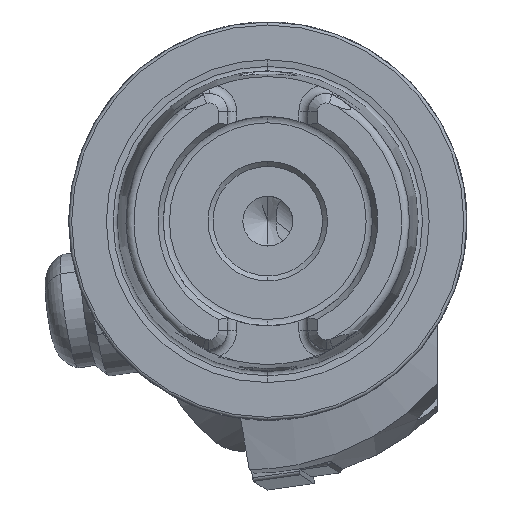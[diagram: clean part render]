
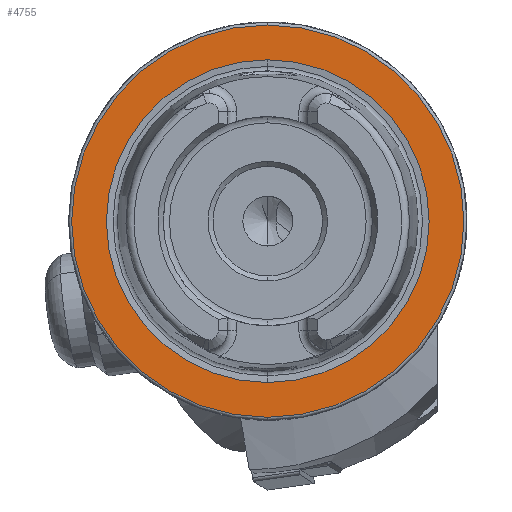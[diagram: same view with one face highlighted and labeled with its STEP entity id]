
A CAD part, left-side view. The second image highlights one B-rep face of the part: STEP entity #4755.
In plain terms, the highlighted planar face has unit normal (-1, 0, 0).
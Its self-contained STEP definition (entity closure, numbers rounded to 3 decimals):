
#573 = EDGE_CURVE ( 'NONE', #12459, #14503, #1949, .T. ) ;
#578 = EDGE_LOOP ( 'NONE', ( #15598, #3645 ) ) ;
#859 = CARTESIAN_POINT ( 'NONE',  ( 0., 0., 0. ) ) ;
#915 = DIRECTION ( 'NONE',  ( 0., 0., 1. ) ) ;
#1724 = DIRECTION ( 'NONE',  ( -1., 0., 0. ) ) ;
#1818 = AXIS2_PLACEMENT_3D ( 'NONE', #2089, #1989, #1946 ) ;
#1946 = DIRECTION ( 'NONE',  ( 0., 0., -1. ) ) ;
#1949 = CIRCLE ( 'NONE', #16621, 16.207 ) ;
#1989 = DIRECTION ( 'NONE',  ( 1., 0., 0. ) ) ;
#2029 = PLANE ( 'NONE',  #1818 ) ;
#2089 = CARTESIAN_POINT ( 'NONE',  ( 0., 19.7, 0. ) ) ;
#2186 = DIRECTION ( 'NONE',  ( 0., 0., 1. ) ) ;
#2228 = DIRECTION ( 'NONE',  ( 0., 0., 1. ) ) ;
#2334 = CIRCLE ( 'NONE', #6160, 16.207 ) ;
#2475 = CARTESIAN_POINT ( 'NONE',  ( 0., 0., 19.7 ) ) ;
#2483 = VERTEX_POINT ( 'NONE', #2475 ) ;
#2861 = CARTESIAN_POINT ( 'NONE',  ( 0., 0., 0. ) ) ;
#2896 = DIRECTION ( 'NONE',  ( -1., 0., 0. ) ) ;
#3007 = CARTESIAN_POINT ( 'NONE',  ( 0., 0., 0. ) ) ;
#3096 = DIRECTION ( 'NONE',  ( 0., 0., 1. ) ) ;
#3343 = EDGE_CURVE ( 'NONE', #14503, #12459, #2334, .T. ) ;
#3645 = ORIENTED_EDGE ( 'NONE', *, *, #10504, .T. ) ;
#4755 = ADVANCED_FACE ( 'NONE', ( #9832, #16038 ), #2029, .F. ) ;
#5603 = EDGE_LOOP ( 'NONE', ( #16767, #5754 ) ) ;
#5754 = ORIENTED_EDGE ( 'NONE', *, *, #573, .F. ) ;
#6116 = VERTEX_POINT ( 'NONE', #11689 ) ;
#6160 = AXIS2_PLACEMENT_3D ( 'NONE', #3007, #2896, #2186 ) ;
#7458 = CARTESIAN_POINT ( 'NONE',  ( 0., 0., -16.207 ) ) ;
#8601 = CIRCLE ( 'NONE', #14192, 19.7 ) ;
#8949 = DIRECTION ( 'NONE',  ( -1., 0., 0. ) ) ;
#9832 = FACE_BOUND ( 'NONE', #5603, .T. ) ;
#10236 = DIRECTION ( 'NONE',  ( -1., 0., 0. ) ) ;
#10504 = EDGE_CURVE ( 'NONE', #6116, #2483, #11134, .T. ) ;
#11134 = CIRCLE ( 'NONE', #13254, 19.7 ) ;
#11689 = CARTESIAN_POINT ( 'NONE',  ( 0., 0., -19.7 ) ) ;
#12459 = VERTEX_POINT ( 'NONE', #7458 ) ;
#13254 = AXIS2_PLACEMENT_3D ( 'NONE', #16895, #8949, #915 ) ;
#13864 = CARTESIAN_POINT ( 'NONE',  ( 0., 0., 16.207 ) ) ;
#14192 = AXIS2_PLACEMENT_3D ( 'NONE', #859, #10236, #2228 ) ;
#14503 = VERTEX_POINT ( 'NONE', #13864 ) ;
#14636 = EDGE_CURVE ( 'NONE', #2483, #6116, #8601, .T. ) ;
#15598 = ORIENTED_EDGE ( 'NONE', *, *, #14636, .T. ) ;
#16038 = FACE_OUTER_BOUND ( 'NONE', #578, .T. ) ;
#16621 = AXIS2_PLACEMENT_3D ( 'NONE', #2861, #1724, #3096 ) ;
#16767 = ORIENTED_EDGE ( 'NONE', *, *, #3343, .F. ) ;
#16895 = CARTESIAN_POINT ( 'NONE',  ( 0., 0., 0. ) ) ;
